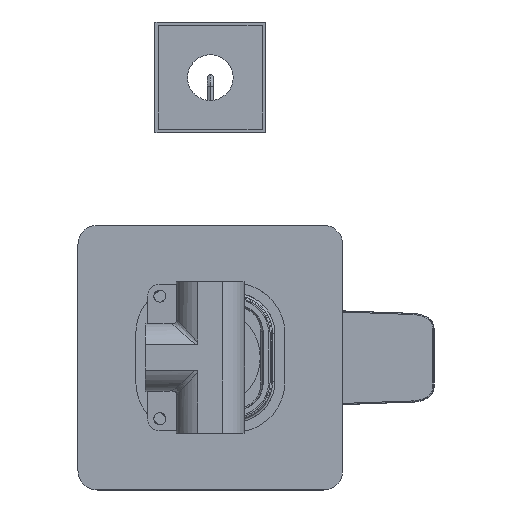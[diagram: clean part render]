
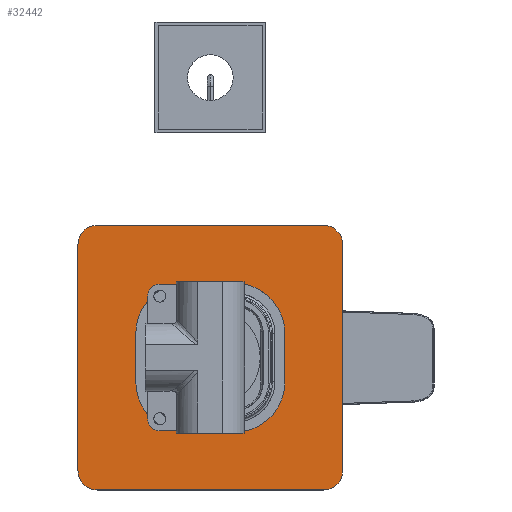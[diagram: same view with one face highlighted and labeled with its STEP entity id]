
A CAD part, top view. The second image highlights one B-rep face of the part: STEP entity #32442.
In plain terms, the highlighted face is planar.
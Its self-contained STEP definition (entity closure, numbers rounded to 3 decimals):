
#32037=CARTESIAN_POINT('',(-187.54,1230.744,28.75));
#32038=DIRECTION('',(1.,0.,0.));
#32039=DIRECTION('',(0.,0.,1.));
#32040=AXIS2_PLACEMENT_3D('',#32037,#32038,#32039);
#32042=DIRECTION('',(0.,0.,-1.));
#32043=VECTOR('',#32042,94.);
#32044=CARTESIAN_POINT('',(-187.54,1222.744,28.75));
#32045=LINE('',#32044,#32043);
#32046=CARTESIAN_POINT('',(-187.54,1230.744,-65.25));
#32047=DIRECTION('',(1.,0.,0.));
#32048=DIRECTION('',(0.,-1.,0.));
#32049=AXIS2_PLACEMENT_3D('',#32046,#32047,#32048);
#32051=DIRECTION('',(0.,1.,0.));
#32052=VECTOR('',#32051,94.);
#32053=CARTESIAN_POINT('',(-187.54,1230.744,-73.25));
#32054=LINE('',#32053,#32052);
#32055=CARTESIAN_POINT('',(-187.54,1324.744,-65.25));
#32056=DIRECTION('',(1.,0.,0.));
#32057=DIRECTION('',(0.,0.,-1.));
#32058=AXIS2_PLACEMENT_3D('',#32055,#32056,#32057);
#32060=DIRECTION('',(0.,0.,1.));
#32061=VECTOR('',#32060,94.);
#32062=CARTESIAN_POINT('',(-187.54,1332.744,-65.25));
#32063=LINE('',#32062,#32061);
#32064=CARTESIAN_POINT('',(-187.54,1324.744,28.75));
#32065=DIRECTION('',(1.,0.,0.));
#32066=DIRECTION('',(0.,1.,0.));
#32067=AXIS2_PLACEMENT_3D('',#32064,#32065,#32066);
#32069=DIRECTION('',(0.,-1.,0.));
#32070=VECTOR('',#32069,94.);
#32071=CARTESIAN_POINT('',(-187.54,1324.744,36.75));
#32072=LINE('',#32071,#32070);
#32073=CARTESIAN_POINT('',(-187.54,1266.494,-7.));
#32074=DIRECTION('',(1.,0.,0.));
#32075=DIRECTION('',(0.,0.,1.));
#32076=AXIS2_PLACEMENT_3D('',#32073,#32074,#32075);
#32078=DIRECTION('',(0.,-1.,0.));
#32079=VECTOR('',#32078,22.5);
#32080=CARTESIAN_POINT('',(-187.54,1288.994,3.));
#32081=LINE('',#32080,#32079);
#32082=CARTESIAN_POINT('',(-187.54,1288.994,-7.));
#32083=DIRECTION('',(1.,0.,0.));
#32084=DIRECTION('',(0.,1.,0.));
#32085=AXIS2_PLACEMENT_3D('',#32082,#32083,#32084);
#32087=DIRECTION('',(0.,0.,1.));
#32088=VECTOR('',#32087,22.5);
#32089=CARTESIAN_POINT('',(-187.54,1298.994,-29.5));
#32090=LINE('',#32089,#32088);
#32091=CARTESIAN_POINT('',(-187.54,1288.994,-29.5));
#32092=DIRECTION('',(1.,0.,0.));
#32093=DIRECTION('',(0.,0.,-1.));
#32094=AXIS2_PLACEMENT_3D('',#32091,#32092,#32093);
#32096=DIRECTION('',(0.,1.,0.));
#32097=VECTOR('',#32096,22.5);
#32098=CARTESIAN_POINT('',(-187.54,1266.494,-39.5));
#32099=LINE('',#32098,#32097);
#32100=CARTESIAN_POINT('',(-187.54,1266.494,-29.5));
#32101=DIRECTION('',(1.,0.,0.));
#32102=DIRECTION('',(0.,-1.,0.));
#32103=AXIS2_PLACEMENT_3D('',#32100,#32101,#32102);
#32105=DIRECTION('',(0.,0.,-1.));
#32106=VECTOR('',#32105,22.5);
#32107=CARTESIAN_POINT('',(-187.54,1256.494,-7.));
#32108=LINE('',#32107,#32106);
#32321=CARTESIAN_POINT('',(-187.54,1266.494,3.));
#32322=CARTESIAN_POINT('',(-187.54,1256.494,-7.));
#32323=VERTEX_POINT('',#32321);
#32324=VERTEX_POINT('',#32322);
#32325=CARTESIAN_POINT('',(-187.54,1256.494,-29.5));
#32326=CARTESIAN_POINT('',(-187.54,1266.494,-39.5));
#32327=VERTEX_POINT('',#32325);
#32328=VERTEX_POINT('',#32326);
#32329=CARTESIAN_POINT('',(-187.54,1288.994,-39.5));
#32330=VERTEX_POINT('',#32329);
#32331=CARTESIAN_POINT('',(-187.54,1298.994,-29.5));
#32332=VERTEX_POINT('',#32331);
#32333=CARTESIAN_POINT('',(-187.54,1298.994,
-7.));
#32334=CARTESIAN_POINT('',(-187.54,1288.994,3.));
#32335=VERTEX_POINT('',#32333);
#32336=VERTEX_POINT('',#32334);
#32353=CARTESIAN_POINT('',(-187.54,1230.744,36.75));
#32354=CARTESIAN_POINT('',(-187.54,1222.744,28.75));
#32355=VERTEX_POINT('',#32353);
#32356=VERTEX_POINT('',#32354);
#32357=CARTESIAN_POINT('',(-187.54,1222.744,-65.25));
#32358=VERTEX_POINT('',#32357);
#32359=CARTESIAN_POINT('',(-187.54,1230.744,-73.25));
#32360=VERTEX_POINT('',#32359);
#32361=CARTESIAN_POINT('',(-187.54,1324.744,-73.25));
#32362=VERTEX_POINT('',#32361);
#32363=CARTESIAN_POINT('',(-187.54,1332.744,-65.25));
#32364=VERTEX_POINT('',#32363);
#32365=CARTESIAN_POINT('',(-187.54,1332.744,28.75));
#32366=VERTEX_POINT('',#32365);
#32367=CARTESIAN_POINT('',(-187.54,1324.744,36.75));
#32368=VERTEX_POINT('',#32367);
#32401=CARTESIAN_POINT('',(-187.54,1236.944,-59.05));
#32402=DIRECTION('',(-1.,0.,0.));
#32403=DIRECTION('',(0.,1.,0.));
#32404=AXIS2_PLACEMENT_3D('',#32401,#32402,#32403);
#32405=PLANE('',#32404);
#32407=ORIENTED_EDGE('',*,*,#32406,.T.);
#32409=ORIENTED_EDGE('',*,*,#32408,.T.);
#32411=ORIENTED_EDGE('',*,*,#32410,.T.);
#32413=ORIENTED_EDGE('',*,*,#32412,.T.);
#32415=ORIENTED_EDGE('',*,*,#32414,.T.);
#32417=ORIENTED_EDGE('',*,*,#32416,.T.);
#32419=ORIENTED_EDGE('',*,*,#32418,.T.);
#32421=ORIENTED_EDGE('',*,*,#32420,.T.);
#32422=EDGE_LOOP('',(#32407,#32409,#32411,#32413,#32415,#32417,#32419,#32421));
#32423=FACE_OUTER_BOUND('',#32422,.F.);
#32425=ORIENTED_EDGE('',*,*,#32424,.F.);
#32427=ORIENTED_EDGE('',*,*,#32426,.F.);
#32429=ORIENTED_EDGE('',*,*,#32428,.F.);
#32431=ORIENTED_EDGE('',*,*,#32430,.F.);
#32433=ORIENTED_EDGE('',*,*,#32432,.F.);
#32435=ORIENTED_EDGE('',*,*,#32434,.F.);
#32437=ORIENTED_EDGE('',*,*,#32436,.F.);
#32439=ORIENTED_EDGE('',*,*,#32438,.F.);
#32440=EDGE_LOOP('',(#32425,#32427,#32429,#32431,#32433,#32435,#32437,#32439));
#32441=FACE_BOUND('',#32440,.F.);
#32442=ADVANCED_FACE('',(#32423,#32441),#32405,.T.);
#32041=CIRCLE('',#32040,8.);
#32050=CIRCLE('',#32049,8.);
#32059=CIRCLE('',#32058,8.);
#32068=CIRCLE('',#32067,8.);
#32077=CIRCLE('',#32076,10.);
#32086=CIRCLE('',#32085,10.);
#32095=CIRCLE('',#32094,10.);
#32104=CIRCLE('',#32103,10.);
#32406=EDGE_CURVE('',#32355,#32356,#32041,.T.);
#32408=EDGE_CURVE('',#32356,#32358,#32045,.T.);
#32410=EDGE_CURVE('',#32358,#32360,#32050,.T.);
#32412=EDGE_CURVE('',#32360,#32362,#32054,.T.);
#32414=EDGE_CURVE('',#32362,#32364,#32059,.T.);
#32416=EDGE_CURVE('',#32364,#32366,#32063,.T.);
#32418=EDGE_CURVE('',#32366,#32368,#32068,.T.);
#32420=EDGE_CURVE('',#32368,#32355,#32072,.T.);
#32424=EDGE_CURVE('',#32323,#32324,#32077,.T.);
#32426=EDGE_CURVE('',#32336,#32323,#32081,.T.);
#32428=EDGE_CURVE('',#32335,#32336,#32086,.T.);
#32430=EDGE_CURVE('',#32332,#32335,#32090,.T.);
#32432=EDGE_CURVE('',#32330,#32332,#32095,.T.);
#32434=EDGE_CURVE('',#32328,#32330,#32099,.T.);
#32436=EDGE_CURVE('',#32327,#32328,#32104,.T.);
#32438=EDGE_CURVE('',#32324,#32327,#32108,.T.);
